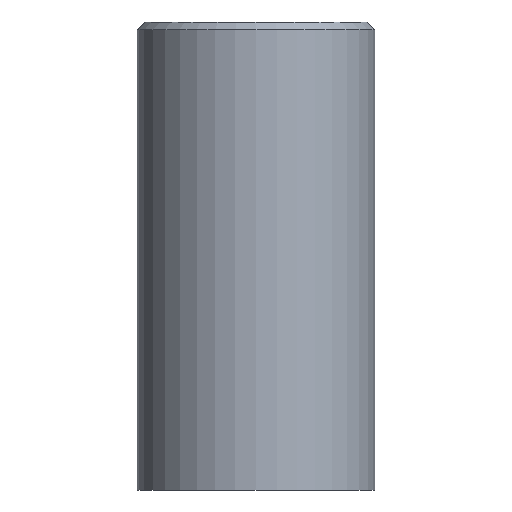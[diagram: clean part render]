
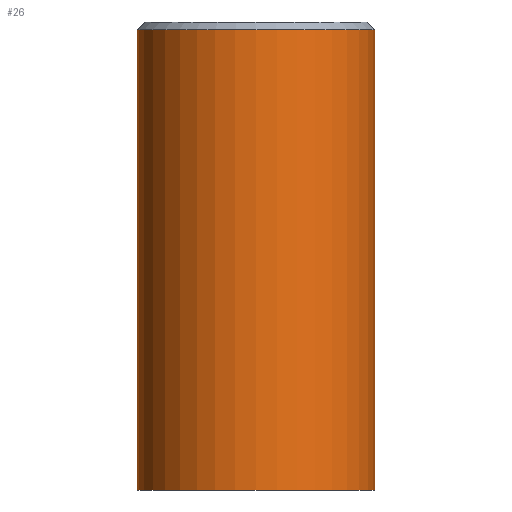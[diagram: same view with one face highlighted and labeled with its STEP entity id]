
A CAD part, left-side view. The second image highlights one B-rep face of the part: STEP entity #26.
In plain terms, the highlighted cylindrical face has radius 1.524 mm (diameter 3.048 mm), a partial arc.
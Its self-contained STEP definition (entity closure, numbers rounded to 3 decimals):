
#26=ADVANCED_FACE('',(#34),#84,.T.);
#34=FACE_OUTER_BOUND('',#42,.F.);
#42=EDGE_LOOP('',(#55,#56,#57,#58));
#55=ORIENTED_EDGE('',*,*,#113,.T.);
#56=ORIENTED_EDGE('',*,*,#117,.F.);
#57=ORIENTED_EDGE('',*,*,#109,.T.);
#58=ORIENTED_EDGE('',*,*,#116,.T.);
#84=CYLINDRICAL_SURFACE('',#183,1.524);
#97=LINE('',#263,#103);
#98=LINE('',#264,#104);
#103=VECTOR('',#212,5.9);
#104=VECTOR('',#213,5.9);
#109=EDGE_CURVE('',#139,#140,#125,.T.);
#113=EDGE_CURVE('',#134,#133,#129,.T.);
#116=EDGE_CURVE('',#140,#134,#97,.T.);
#117=EDGE_CURVE('',#139,#133,#98,.T.);
#125=CIRCLE('',#174,1.524);
#129=CIRCLE('',#178,1.524);
#133=VERTEX_POINT('',#244);
#134=VERTEX_POINT('',#245);
#139=VERTEX_POINT('',#250);
#140=VERTEX_POINT('',#251);
#174=AXIS2_PLACEMENT_3D('',#256,#200,#201);
#178=AXIS2_PLACEMENT_3D('',#260,#208,#209);
#183=AXIS2_PLACEMENT_3D('',#271,#224,#225);
#200=DIRECTION('',(0.,0.,1.));
#201=DIRECTION('',(0.,1.,0.));
#208=DIRECTION('',(0.,0.,-1.));
#209=DIRECTION('',(0.,-1.,0.));
#212=DIRECTION('',(0.,0.,-1.));
#213=DIRECTION('',(0.,0.,-1.));
#224=DIRECTION('',(0.,0.,-1.));
#225=DIRECTION('',(0.,-1.,0.));
#244=CARTESIAN_POINT('',(0.,1.524,-6.));
#245=CARTESIAN_POINT('',(0.,-1.524,-6.));
#250=CARTESIAN_POINT('',(0.,1.524,-0.1));
#251=CARTESIAN_POINT('',(0.,-1.524,-0.1));
#256=CARTESIAN_POINT('',(0.,0.,-0.1));
#260=CARTESIAN_POINT('',(0.,0.,-6.));
#263=CARTESIAN_POINT('',(0.,-1.524,-0.1));
#264=CARTESIAN_POINT('',(0.,1.524,-0.1));
#271=CARTESIAN_POINT('',(0.,0.,0.));
